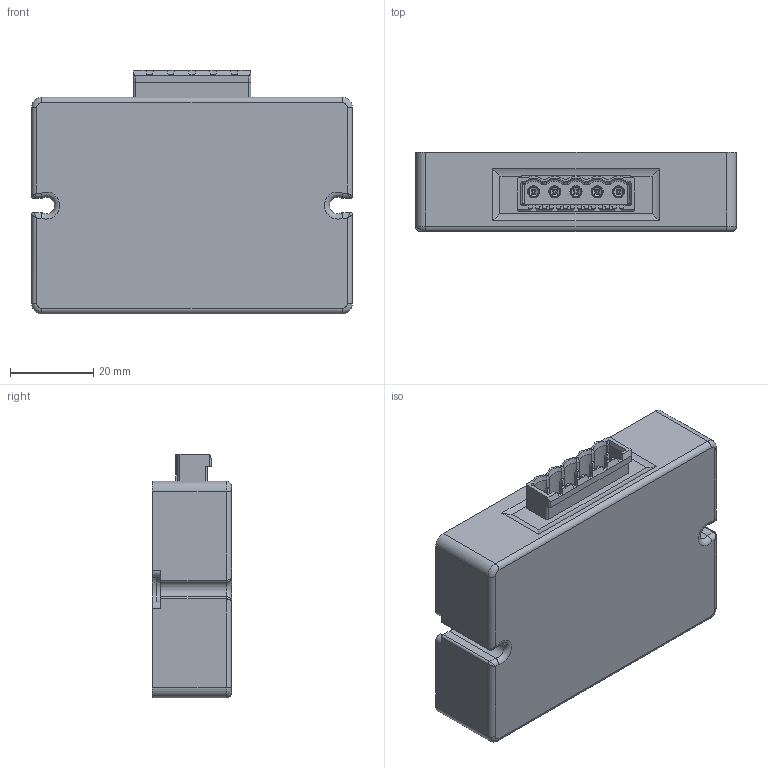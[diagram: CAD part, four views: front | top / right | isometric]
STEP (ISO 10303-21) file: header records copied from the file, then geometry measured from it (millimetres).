
FILE_DESCRIPTION(/* description */ ('Alibre Inc.'),/* implementation_level */ '2;1');
FILE_NAME(/* name */ 'export-0F589789-2693-4C1E-94D6-F7FF1C38161D',/* time_stamp */ '2020-04-22T11:11:17+02:00',/* author */ (''),/* organization */ (''),/* preprocessor_version */ 'ST-DEVELOPER v17',/* originating_system */ 'Alibre',/* authorisation */ '');
FILE_SCHEMA (('CONFIG_CONTROL_DESIGN'));
Length unit declared in the file: centimetre
Bounding box: 77 x 19 x 58.5 mm (x, y, z)
Volume: 75071.6 mm3; surface area: 14265.7 mm2
Topology: 1 solids, 1 shells, 427 faces, 1183 edges, 765 vertices
Faces by surface type: plane 245, cylinder 140, torus 21, cone 15, bspline 4, sphere 2
Entity records: 14672 total; most frequent: CARTESIAN_POINT 3920, ORIENTED_EDGE 2358, DIRECTION 1953, EDGE_CURVE 1179, VERTEX_POINT 765, AXIS2_PLACEMENT_3D 745, VECTOR 721, LINE 721
